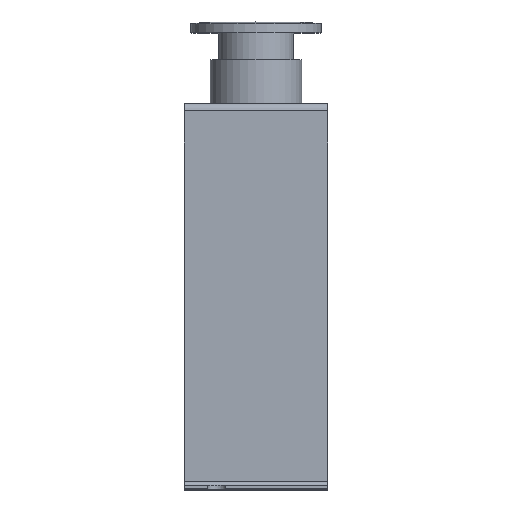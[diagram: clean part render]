
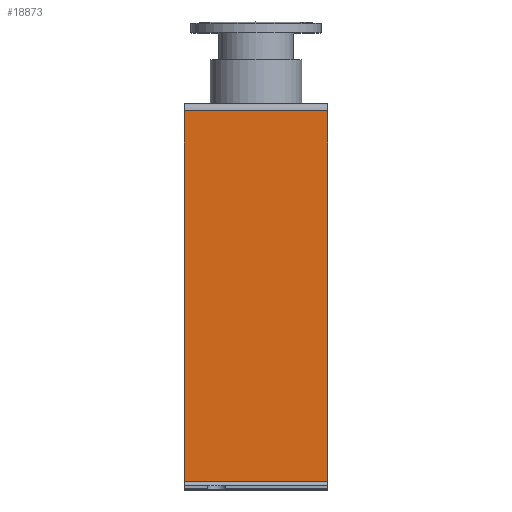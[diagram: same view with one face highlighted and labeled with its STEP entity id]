
A CAD part, top view. The second image highlights one B-rep face of the part: STEP entity #18873.
In plain terms, the highlighted planar face has unit normal (0, 0, 1).
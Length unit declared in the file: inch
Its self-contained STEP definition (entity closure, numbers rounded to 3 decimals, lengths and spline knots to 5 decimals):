
#169 = DIRECTION ( 'NONE',  ( 0., 1., 0. ) ) ;
#864 = ORIENTED_EDGE ( 'NONE', *, *, #18768, .T. ) ;
#974 = EDGE_LOOP ( 'NONE', ( #13441, #864, #6895, #17301 ) ) ;
#1297 = EDGE_CURVE ( 'NONE', #5045, #4506, #14957, .T. ) ;
#1675 = LINE ( 'NONE', #13178, #15129 ) ;
#1866 = DIRECTION ( 'NONE',  ( 0., -1., 0. ) ) ;
#2099 = DIRECTION ( 'NONE',  ( 0., -1., 0. ) ) ;
#2645 = AXIS2_PLACEMENT_3D ( 'NONE', #10128, #5151, #2099 ) ;
#2940 = VECTOR ( 'NONE', #1866, 39.37008 ) ;
#3566 = CARTESIAN_POINT ( 'NONE',  ( 0., 0.41339, 2.95276 ) ) ;
#3686 = PLANE ( 'NONE',  #2645 ) ;
#4506 = VERTEX_POINT ( 'NONE', #3566 ) ;
#5045 = VERTEX_POINT ( 'NONE', #10843 ) ;
#5151 = DIRECTION ( 'NONE',  ( 0., 0., 1. ) ) ;
#5243 = LINE ( 'NONE', #9893, #2940 ) ;
#5466 = VERTEX_POINT ( 'NONE', #9569 ) ;
#6895 = ORIENTED_EDGE ( 'NONE', *, *, #1297, .T. ) ;
#9089 = CARTESIAN_POINT ( 'NONE',  ( -1.73228, 0.41339, 2.95276 ) ) ;
#9569 = CARTESIAN_POINT ( 'NONE',  ( -1.73228, -4.05511, 2.95276 ) ) ;
#9893 = CARTESIAN_POINT ( 'NONE',  ( -1.73228, 0.50394, 2.95276 ) ) ;
#10128 = CARTESIAN_POINT ( 'NONE',  ( -1.73228, 0.50394, 2.95276 ) ) ;
#10240 = CARTESIAN_POINT ( 'NONE',  ( -1.73228, 0.41339, 2.95276 ) ) ;
#10843 = CARTESIAN_POINT ( 'NONE',  ( 0., -4.05511, 2.95276 ) ) ;
#11704 = FACE_OUTER_BOUND ( 'NONE', #974, .T. ) ;
#12079 = EDGE_CURVE ( 'NONE', #14903, #4506, #20068, .T. ) ;
#13178 = CARTESIAN_POINT ( 'NONE',  ( -1.73228, -4.05511, 2.95276 ) ) ;
#13441 = ORIENTED_EDGE ( 'NONE', *, *, #15437, .T. ) ;
#13926 = DIRECTION ( 'NONE',  ( 1., 0., 0. ) ) ;
#14903 = VERTEX_POINT ( 'NONE', #10240 ) ;
#14957 = LINE ( 'NONE', #19495, #15795 ) ;
#15129 = VECTOR ( 'NONE', #16145, 39.37008 ) ;
#15437 = EDGE_CURVE ( 'NONE', #14903, #5466, #5243, .T. ) ;
#15795 = VECTOR ( 'NONE', #169, 39.37008 ) ;
#16145 = DIRECTION ( 'NONE',  ( 1., 0., 0. ) ) ;
#16744 = VECTOR ( 'NONE', #13926, 39.37008 ) ;
#17301 = ORIENTED_EDGE ( 'NONE', *, *, #12079, .F. ) ;
#18768 = EDGE_CURVE ( 'NONE', #5466, #5045, #1675, .T. ) ;
#18873 = ADVANCED_FACE ( 'NONE', ( #11704 ), #3686, .T. ) ;
#19495 = CARTESIAN_POINT ( 'NONE',  ( 0., 0.50394, 2.95276 ) ) ;
#20068 = LINE ( 'NONE', #9089, #16744 ) ;
